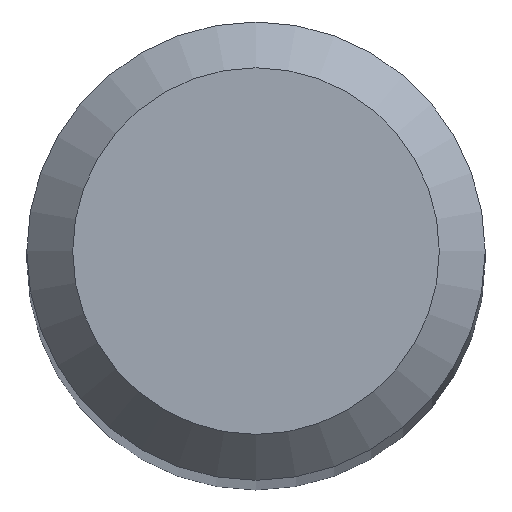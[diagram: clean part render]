
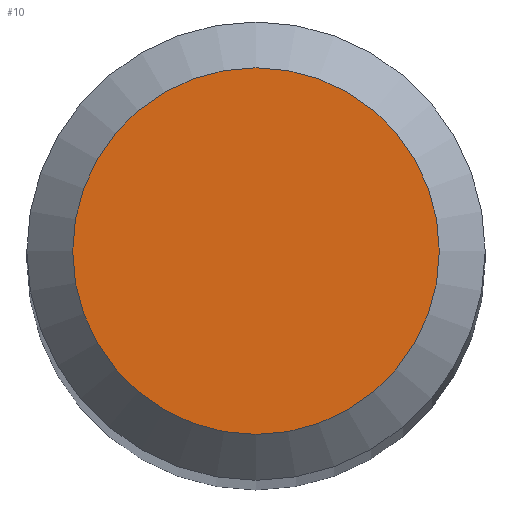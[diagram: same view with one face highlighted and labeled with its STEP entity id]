
A CAD part, top view. The second image highlights one B-rep face of the part: STEP entity #10.
In plain terms, the highlighted planar face has unit normal (0, 0, 1).
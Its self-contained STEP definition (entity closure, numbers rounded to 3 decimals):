
#7 = FACE_OUTER_BOUND ( 'NONE', #267, .T. ) ;
#10 = ADVANCED_FACE ( 'NONE', ( #7 ), #163, .F. ) ;
#29 = DIRECTION ( 'NONE',  ( 0., 1., 0. ) ) ;
#31 = CARTESIAN_POINT ( 'NONE',  ( 0., 0., 32. ) ) ;
#54 = DIRECTION ( 'NONE',  ( 0., 1., 0. ) ) ;
#68 = CIRCLE ( 'NONE', #212, 0.8 ) ;
#77 = EDGE_CURVE ( 'NONE', #86, #86, #68, .T. ) ;
#86 = VERTEX_POINT ( 'NONE', #87 ) ;
#87 = CARTESIAN_POINT ( 'NONE',  ( 0., 0.8, 32. ) ) ;
#94 = CARTESIAN_POINT ( 'NONE',  ( 0., 0., 32. ) ) ;
#95 = DIRECTION ( 'NONE',  ( 0., 0., -1. ) ) ;
#160 = AXIS2_PLACEMENT_3D ( 'NONE', #94, #181, #29 ) ;
#163 = PLANE ( 'NONE',  #160 ) ;
#181 = DIRECTION ( 'NONE',  ( 0., 0., -1. ) ) ;
#212 = AXIS2_PLACEMENT_3D ( 'NONE', #31, #95, #54 ) ;
#267 = EDGE_LOOP ( 'NONE', ( #271 ) ) ;
#271 = ORIENTED_EDGE ( 'NONE', *, *, #77, .F. ) ;
